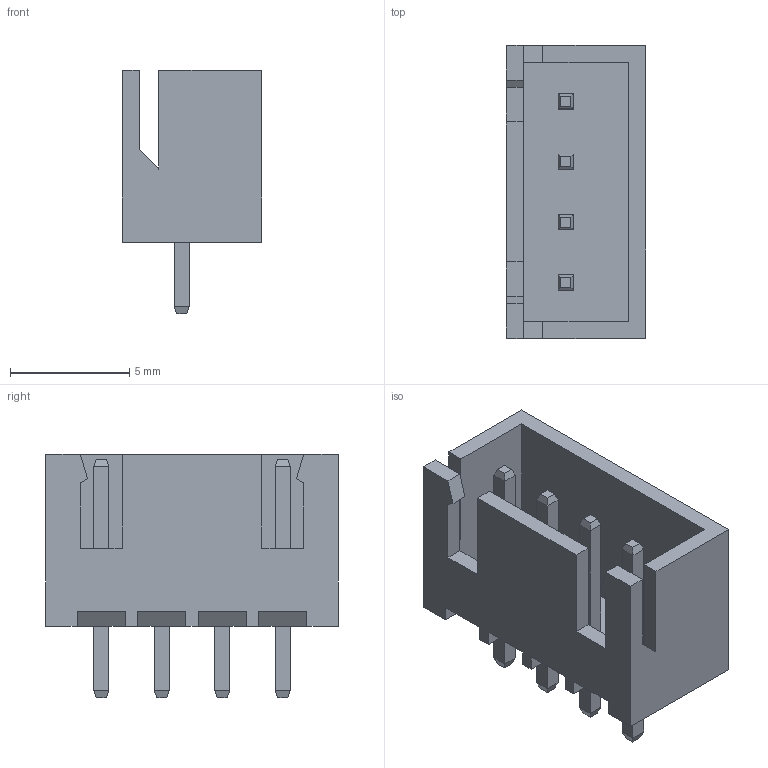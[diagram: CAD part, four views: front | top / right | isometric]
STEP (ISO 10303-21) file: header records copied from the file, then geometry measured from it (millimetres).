
FILE_DESCRIPTION(/* description */ (''),/* implementation_level */ '2;1');
FILE_NAME(/* name */ '4-Pin JST-XH - Male Vertical - 2.54mm v3.step',/* time_stamp */ '2024-04-21T16:23:09+02:00',/* author */ (''),/* organization */ (''),/* preprocessor_version */ 'ST-DEVELOPER v20',/* originating_system */ 'Autodesk Translation Framework v12.20.1.177',/* authorisation */ '');
FILE_SCHEMA (('AUTOMOTIVE_DESIGN { 1 0 10303 214 3 1 1 }'));
Length unit declared in the file: millimetre
Products named in the file (1): 4-Pin JST-XH - Male Vertical - 2.54mm
Bounding box: 5.84 x 12.29 x 10.21 mm (x, y, z)
Volume: 193.3 mm3; surface area: 685.5 mm2
Topology: 1 solids, 21 shells, 300 faces, 714 edges, 460 vertices
Faces by surface type: plane 261, bspline 39
Entity records: 9127 total; most frequent: CARTESIAN_POINT 2302, ORIENTED_EDGE 1428, DIRECTION 1160, EDGE_CURVE 714, LINE 636, VECTOR 636, VERTEX_POINT 460, EDGE_LOOP 316
